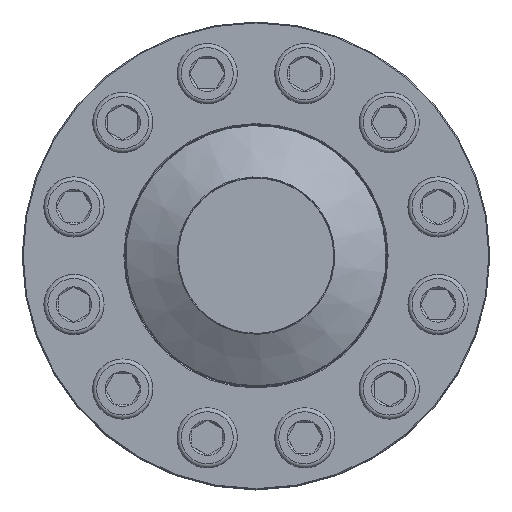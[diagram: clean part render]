
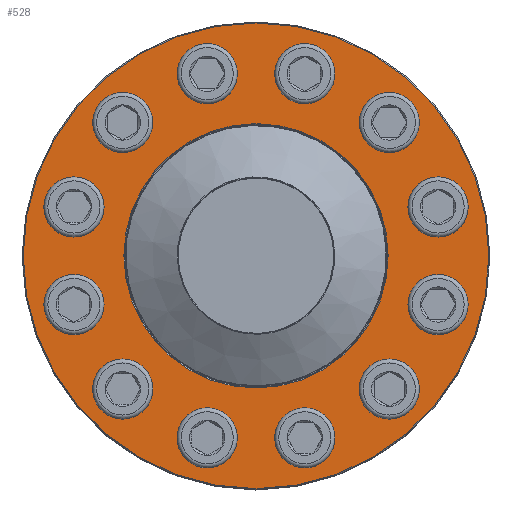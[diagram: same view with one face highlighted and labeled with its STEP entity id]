
A CAD part, top view. The second image highlights one B-rep face of the part: STEP entity #528.
In plain terms, the highlighted planar face has unit normal (0, 0, 1).
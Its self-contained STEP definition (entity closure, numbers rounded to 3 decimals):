
#528=ADVANCED_FACE('',(#660,#661,#662,#663,#664,#665,#666,#667,#668,#669,
#670,#671,#672,#673),#621,.T.);
#621=PLANE('',#1895);
#660=FACE_BOUND('',#889,.T.);
#661=FACE_BOUND('',#890,.T.);
#662=FACE_BOUND('',#891,.T.);
#663=FACE_BOUND('',#892,.T.);
#664=FACE_BOUND('',#893,.T.);
#665=FACE_BOUND('',#894,.T.);
#666=FACE_BOUND('',#895,.T.);
#667=FACE_BOUND('',#896,.T.);
#668=FACE_BOUND('',#897,.T.);
#669=FACE_BOUND('',#898,.T.);
#670=FACE_BOUND('',#899,.T.);
#671=FACE_BOUND('',#900,.T.);
#672=FACE_BOUND('',#901,.T.);
#673=FACE_BOUND('',#902,.T.);
#889=EDGE_LOOP('',(#1217));
#890=EDGE_LOOP('',(#1218));
#891=EDGE_LOOP('',(#1219));
#892=EDGE_LOOP('',(#1220));
#893=EDGE_LOOP('',(#1221));
#894=EDGE_LOOP('',(#1222));
#895=EDGE_LOOP('',(#1223));
#896=EDGE_LOOP('',(#1224));
#897=EDGE_LOOP('',(#1225));
#898=EDGE_LOOP('',(#1226));
#899=EDGE_LOOP('',(#1227));
#900=EDGE_LOOP('',(#1228));
#901=EDGE_LOOP('',(#1229));
#902=EDGE_LOOP('',(#1230));
#1217=ORIENTED_EDGE('',*,*,#1602,.T.);
#1218=ORIENTED_EDGE('',*,*,#1603,.T.);
#1219=ORIENTED_EDGE('',*,*,#1604,.T.);
#1220=ORIENTED_EDGE('',*,*,#1605,.T.);
#1221=ORIENTED_EDGE('',*,*,#1606,.T.);
#1222=ORIENTED_EDGE('',*,*,#1607,.T.);
#1223=ORIENTED_EDGE('',*,*,#1608,.T.);
#1224=ORIENTED_EDGE('',*,*,#1609,.T.);
#1225=ORIENTED_EDGE('',*,*,#1610,.T.);
#1226=ORIENTED_EDGE('',*,*,#1611,.T.);
#1227=ORIENTED_EDGE('',*,*,#1612,.T.);
#1228=ORIENTED_EDGE('',*,*,#1613,.T.);
#1229=ORIENTED_EDGE('',*,*,#1614,.T.);
#1230=ORIENTED_EDGE('',*,*,#1615,.T.);
#1437=VERTEX_POINT('',#2909);
#1438=VERTEX_POINT('',#2911);
#1439=VERTEX_POINT('',#2913);
#1440=VERTEX_POINT('',#2915);
#1441=VERTEX_POINT('',#2917);
#1442=VERTEX_POINT('',#2919);
#1443=VERTEX_POINT('',#2921);
#1444=VERTEX_POINT('',#2923);
#1445=VERTEX_POINT('',#2925);
#1446=VERTEX_POINT('',#2927);
#1447=VERTEX_POINT('',#2929);
#1448=VERTEX_POINT('',#2931);
#1449=VERTEX_POINT('',#2933);
#1450=VERTEX_POINT('',#2935);
#1602=EDGE_CURVE('',#1437,#1437,#1718,.T.);
#1603=EDGE_CURVE('',#1438,#1438,#1719,.T.);
#1604=EDGE_CURVE('',#1439,#1439,#1720,.T.);
#1605=EDGE_CURVE('',#1440,#1440,#1721,.T.);
#1606=EDGE_CURVE('',#1441,#1441,#1722,.T.);
#1607=EDGE_CURVE('',#1442,#1442,#1723,.T.);
#1608=EDGE_CURVE('',#1443,#1443,#1724,.T.);
#1609=EDGE_CURVE('',#1444,#1444,#1725,.T.);
#1610=EDGE_CURVE('',#1445,#1445,#1726,.T.);
#1611=EDGE_CURVE('',#1446,#1446,#1727,.T.);
#1612=EDGE_CURVE('',#1447,#1447,#1728,.T.);
#1613=EDGE_CURVE('',#1448,#1448,#1729,.T.);
#1614=EDGE_CURVE('',#1449,#1449,#1730,.T.);
#1615=EDGE_CURVE('',#1450,#1450,#1731,.T.);
#1718=CIRCLE('',#1881,22.5);
#1719=CIRCLE('',#1882,22.5);
#1720=CIRCLE('',#1883,22.5);
#1721=CIRCLE('',#1884,22.5);
#1722=CIRCLE('',#1885,22.5);
#1723=CIRCLE('',#1886,22.5);
#1724=CIRCLE('',#1887,22.5);
#1725=CIRCLE('',#1888,22.5);
#1726=CIRCLE('',#1889,22.5);
#1727=CIRCLE('',#1890,22.5);
#1728=CIRCLE('',#1891,22.5);
#1729=CIRCLE('',#1892,22.5);
#1730=CIRCLE('',#1893,244.);
#1731=CIRCLE('',#1894,138.5);
#1881=AXIS2_PLACEMENT_3D('',#2908,#2245,#2246);
#1882=AXIS2_PLACEMENT_3D('',#2910,#2247,#2248);
#1883=AXIS2_PLACEMENT_3D('',#2912,#2249,#2250);
#1884=AXIS2_PLACEMENT_3D('',#2914,#2251,#2252);
#1885=AXIS2_PLACEMENT_3D('',#2916,#2253,#2254);
#1886=AXIS2_PLACEMENT_3D('',#2918,#2255,#2256);
#1887=AXIS2_PLACEMENT_3D('',#2920,#2257,#2258);
#1888=AXIS2_PLACEMENT_3D('',#2922,#2259,#2260);
#1889=AXIS2_PLACEMENT_3D('',#2924,#2261,#2262);
#1890=AXIS2_PLACEMENT_3D('',#2926,#2263,#2264);
#1891=AXIS2_PLACEMENT_3D('',#2928,#2265,#2266);
#1892=AXIS2_PLACEMENT_3D('',#2930,#2267,#2268);
#1893=AXIS2_PLACEMENT_3D('',#2932,#2269,#2270);
#1894=AXIS2_PLACEMENT_3D('',#2934,#2271,#2272);
#1895=AXIS2_PLACEMENT_3D('',#2936,#2273,#2274);
#2245=DIRECTION('',(0.,0.,-1.));
#2246=DIRECTION('',(1.,0.,0.));
#2247=DIRECTION('',(0.,0.,-1.));
#2248=DIRECTION('',(1.,0.,0.));
#2249=DIRECTION('',(0.,0.,-1.));
#2250=DIRECTION('',(1.,0.,0.));
#2251=DIRECTION('',(0.,0.,-1.));
#2252=DIRECTION('',(1.,0.,0.));
#2253=DIRECTION('',(0.,0.,-1.));
#2254=DIRECTION('',(1.,0.,0.));
#2255=DIRECTION('',(0.,0.,-1.));
#2256=DIRECTION('',(1.,0.,0.));
#2257=DIRECTION('',(0.,0.,-1.));
#2258=DIRECTION('',(1.,0.,0.));
#2259=DIRECTION('',(0.,0.,-1.));
#2260=DIRECTION('',(1.,0.,0.));
#2261=DIRECTION('',(0.,0.,-1.));
#2262=DIRECTION('',(1.,0.,0.));
#2263=DIRECTION('',(0.,0.,-1.));
#2264=DIRECTION('',(1.,0.,0.));
#2265=DIRECTION('',(0.,0.,-1.));
#2266=DIRECTION('',(1.,0.,0.));
#2267=DIRECTION('',(0.,0.,-1.));
#2268=DIRECTION('',(1.,0.,0.));
#2269=DIRECTION('',(0.,0.,1.));
#2270=DIRECTION('',(1.,0.,0.));
#2271=DIRECTION('',(0.,0.,-1.));
#2272=DIRECTION('',(1.,0.,0.));
#2273=DIRECTION('',(0.,0.,1.));
#2274=DIRECTION('',(1.,0.,0.));
#2908=CARTESIAN_POINT('',(-190.77,-51.117,116.));
#2909=CARTESIAN_POINT('',(-168.27,-51.117,116.));
#2910=CARTESIAN_POINT('',(-190.77,51.117,116.));
#2911=CARTESIAN_POINT('',(-168.27,51.117,116.));
#2912=CARTESIAN_POINT('',(-139.654,139.654,116.));
#2913=CARTESIAN_POINT('',(-117.154,139.654,116.));
#2914=CARTESIAN_POINT('',(-51.117,190.77,116.));
#2915=CARTESIAN_POINT('',(-28.617,190.77,116.));
#2916=CARTESIAN_POINT('',(51.117,190.77,116.));
#2917=CARTESIAN_POINT('',(73.617,190.77,116.));
#2918=CARTESIAN_POINT('',(139.654,139.654,116.));
#2919=CARTESIAN_POINT('',(162.154,139.654,116.));
#2920=CARTESIAN_POINT('',(190.77,51.117,116.));
#2921=CARTESIAN_POINT('',(213.27,51.117,116.));
#2922=CARTESIAN_POINT('',(190.77,-51.117,116.));
#2923=CARTESIAN_POINT('',(213.27,-51.117,116.));
#2924=CARTESIAN_POINT('',(139.654,-139.654,116.));
#2925=CARTESIAN_POINT('',(162.154,-139.654,116.));
#2926=CARTESIAN_POINT('',(51.117,-190.77,116.));
#2927=CARTESIAN_POINT('',(73.617,-190.77,116.));
#2928=CARTESIAN_POINT('',(-51.117,-190.77,116.));
#2929=CARTESIAN_POINT('',(-28.617,-190.77,116.));
#2930=CARTESIAN_POINT('',(-139.654,-139.654,116.));
#2931=CARTESIAN_POINT('',(-117.154,-139.654,116.));
#2932=CARTESIAN_POINT('',(0.,0.,116.));
#2933=CARTESIAN_POINT('',(244.,0.,116.));
#2934=CARTESIAN_POINT('',(0.,0.,116.));
#2935=CARTESIAN_POINT('',(138.5,0.,116.));
#2936=CARTESIAN_POINT('',(0.,0.,116.));
